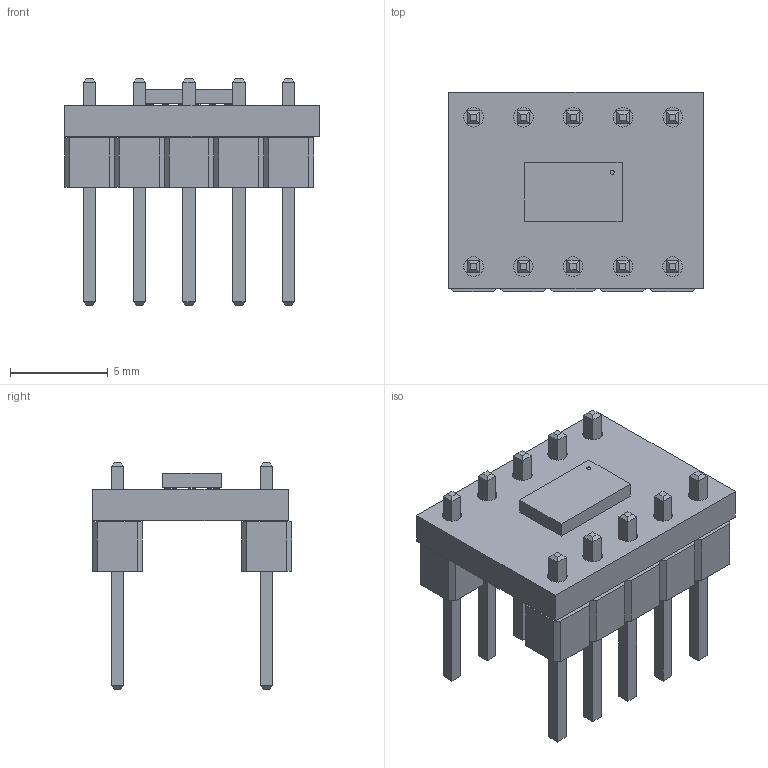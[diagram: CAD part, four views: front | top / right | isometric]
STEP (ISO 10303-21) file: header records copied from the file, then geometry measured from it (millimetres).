
FILE_DESCRIPTION(('KiCad electronic assembly'),'2;1');
FILE_NAME('ADXL375.step','2023-05-19T22:57:36',('Pcbnew'),('Kicad'), 'Open CASCADE STEP processor 7.6','KiCad to STEP converter','Unknown' );
FILE_SCHEMA(('AUTOMOTIVE_DESIGN { 1 0 10303 214 1 1 1 1 }'));
Length unit declared in the file: millimetre
Products named in the file (6): ADXL375 1; LGA-14_3x5mm_P0.8mm_LayoutBorder1x6y; SOLID; PinHeader_1x05_P2.54mm_Vertical; PCB
Assembly tree (6 placements, depth 3):
  ADXL375 1
    LGA-14_3x5mm_P0.8mm_LayoutBorder1x6y
      SOLID
    PinHeader_1x05_P2.54mm_Vertical  x2
      SOLID
    PCB
Bounding box: 13 x 10.16 x 11.54 mm (x, y, z)
Volume: 403.7 mm3; surface area: 922.5 mm2
Topology: 4 solids, 4 shells, 342 faces, 817 edges, 518 vertices
Faces by surface type: plane 331, cylinder 11
Full cylindrical faces by diameter (mm): 0.2 x1, 1 x10
Entity records: 14566 total; most frequent: CARTESIAN_POINT 2248, DIRECTION 2014, LINE 1519, VECTOR 1519, ORIENTED_EDGE 1042, PCURVE 1042, DEFINITIONAL_REPRESENTATION 1042, EDGE_CURVE 521
